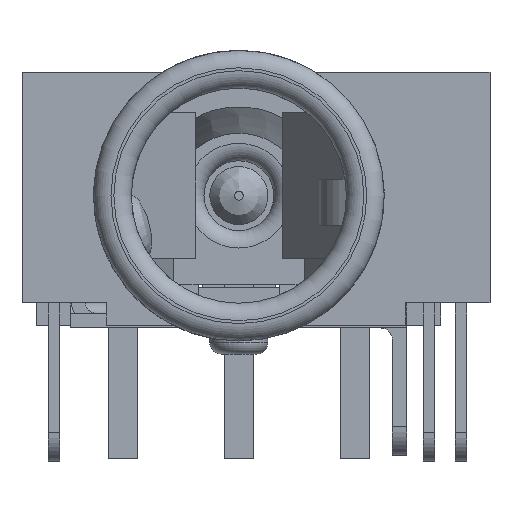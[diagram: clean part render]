
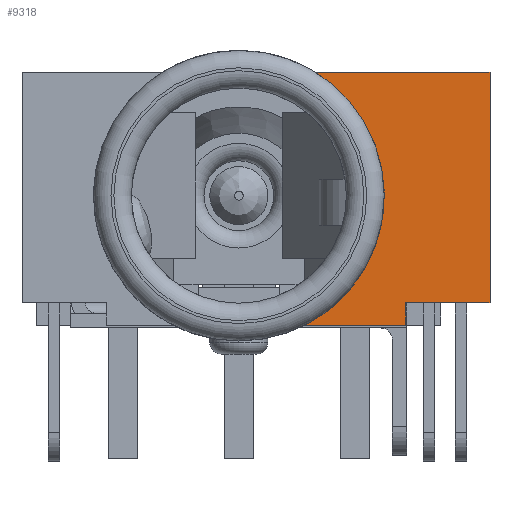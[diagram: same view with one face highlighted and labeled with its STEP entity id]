
A CAD part, left-side view. The second image highlights one B-rep face of the part: STEP entity #9318.
In plain terms, the highlighted planar face has unit normal (-1, 0, 0).
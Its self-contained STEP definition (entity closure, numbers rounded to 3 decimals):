
#278=CIRCLE('',#9896,2.5);
#620=FACE_OUTER_BOUND('',#1090,.T.);
#1090=EDGE_LOOP('',(#7604,#7605,#7606,#7607,#7608,#7609));
#1846=LINE('',#13985,#2967);
#1960=LINE('',#14232,#3081);
#2039=LINE('',#14393,#3160);
#2168=LINE('',#14770,#3289);
#2169=LINE('',#14773,#3290);
#2967=VECTOR('',#11359,3.003);
#3081=VECTOR('',#11513,1.45);
#3160=VECTOR('',#11610,1.73);
#3289=VECTOR('',#11873,3.97);
#3290=VECTOR('',#11878,0.38);
#3974=VERTEX_POINT('',#13982);
#3975=VERTEX_POINT('',#13984);
#4087=VERTEX_POINT('',#14229);
#4088=VERTEX_POINT('',#14231);
#4160=VERTEX_POINT('',#14390);
#4161=VERTEX_POINT('',#14392);
#5063=EDGE_CURVE('',#3974,#3975,#1846,.T.);
#5186=EDGE_CURVE('',#4087,#4088,#1960,.T.);
#5267=EDGE_CURVE('',#4161,#4160,#2039,.T.);
#5411=EDGE_CURVE('',#3975,#4087,#2168,.T.);
#5412=EDGE_CURVE('',#4161,#3974,#278,.T.);
#5413=EDGE_CURVE('',#4160,#4088,#2169,.T.);
#7604=ORIENTED_EDGE('',*,*,#5186,.F.);
#7605=ORIENTED_EDGE('',*,*,#5411,.F.);
#7606=ORIENTED_EDGE('',*,*,#5063,.F.);
#7607=ORIENTED_EDGE('',*,*,#5412,.F.);
#7608=ORIENTED_EDGE('',*,*,#5267,.T.);
#7609=ORIENTED_EDGE('',*,*,#5413,.T.);
#8472=PLANE('',#9895);
#9318=ADVANCED_FACE('',(#620),#8472,.T.);
#9895=AXIS2_PLACEMENT_3D('',#14771,#11874,#11875);
#9896=AXIS2_PLACEMENT_3D('',#14772,#11876,#11877);
#11359=DIRECTION('',(0.,-1.,0.));
#11513=DIRECTION('',(0.,1.,0.));
#11610=DIRECTION('',(0.,-1.,0.));
#11873=DIRECTION('',(0.,0.,-1.));
#11874=DIRECTION('center_axis',(-1.,0.,0.));
#11875=DIRECTION('ref_axis',(0.,-1.,0.));
#11876=DIRECTION('center_axis',(-1.,0.,0.));
#11877=DIRECTION('ref_axis',(0.,-0.456,-0.89));
#11878=DIRECTION('',(0.,0.,1.));
#13982=CARTESIAN_POINT('',(-7.95,-1.317,0.));
#13984=CARTESIAN_POINT('',(-7.95,-4.32,0.));
#13985=CARTESIAN_POINT('',(-7.95,-1.317,0.));
#14229=CARTESIAN_POINT('',(-7.95,-4.32,-3.97));
#14231=CARTESIAN_POINT('',(-7.95,-2.87,-3.97));
#14232=CARTESIAN_POINT('',(-7.95,-4.32,-3.97));
#14390=CARTESIAN_POINT('',(-7.95,-2.87,-4.35));
#14392=CARTESIAN_POINT('',(-7.95,-1.14,-4.35));
#14393=CARTESIAN_POINT('',(-7.95,-1.14,-4.35));
#14770=CARTESIAN_POINT('',(-7.95,-4.32,0.));
#14771=CARTESIAN_POINT('Origin',(-7.95,3.73,0.));
#14772=CARTESIAN_POINT('Origin',(-7.95,0.,-2.125));
#14773=CARTESIAN_POINT('',(-7.95,-2.87,-4.35));
